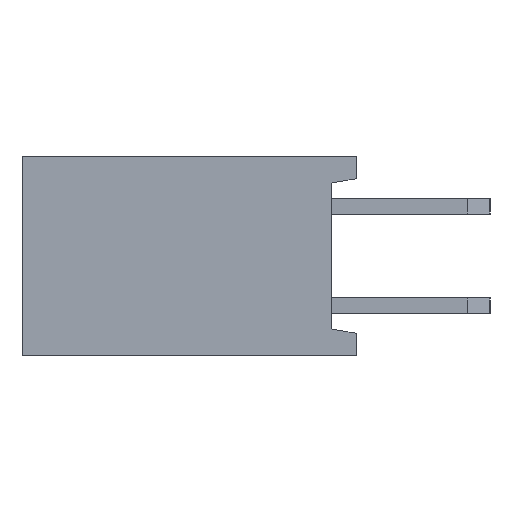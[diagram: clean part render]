
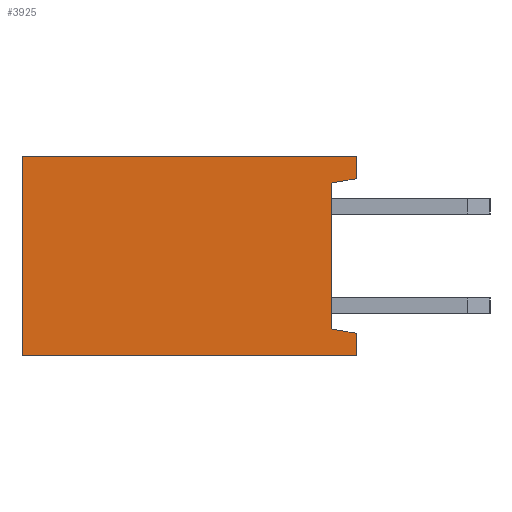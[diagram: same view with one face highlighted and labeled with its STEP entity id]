
A CAD part, left-side view. The second image highlights one B-rep face of the part: STEP entity #3925.
In plain terms, the highlighted planar face has unit normal (-1, 0, 0).
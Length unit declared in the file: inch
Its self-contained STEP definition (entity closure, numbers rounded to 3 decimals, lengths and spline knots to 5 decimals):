
#90 = PLANE ( 'NONE',  #2599 ) ;
#103 = EDGE_CURVE ( 'NONE', #647, #5027, #4668, .T. ) ;
#342 = CARTESIAN_POINT ( 'NONE',  ( -0.81, 0.335, -0.1 ) ) ;
#538 = DIRECTION ( 'NONE',  ( 0., 0., -1. ) ) ;
#647 = VERTEX_POINT ( 'NONE', #1475 ) ;
#651 = VERTEX_POINT ( 'NONE', #7639 ) ;
#844 = VERTEX_POINT ( 'NONE', #8267 ) ;
#978 = LINE ( 'NONE', #3827, #5370 ) ;
#979 = CARTESIAN_POINT ( 'NONE',  ( -0.81, -1.6323, 0.1 ) ) ;
#984 = DIRECTION ( 'NONE',  ( 0., 0., 1. ) ) ;
#1063 = CARTESIAN_POINT ( 'NONE',  ( -0.81, 0.335, 0.1 ) ) ;
#1136 = LINE ( 'NONE', #5235, #4382 ) ;
#1156 = CARTESIAN_POINT ( 'NONE',  ( -0.81, 0., -0.1 ) ) ;
#1329 = CARTESIAN_POINT ( 'NONE',  ( -0.81, 0., -0.1 ) ) ;
#1475 = CARTESIAN_POINT ( 'NONE',  ( -0.81, 0., 0.1 ) ) ;
#1586 = EDGE_LOOP ( 'NONE', ( #4379, #2924, #1999, #5008, #1789, #7137, #6114, #8143 ) ) ;
#1721 = CARTESIAN_POINT ( 'NONE',  ( -0.81, 0., 0.0775 ) ) ;
#1742 = EDGE_CURVE ( 'NONE', #7957, #4183, #6225, .T. ) ;
#1789 = ORIENTED_EDGE ( 'NONE', *, *, #6359, .T. ) ;
#1999 = ORIENTED_EDGE ( 'NONE', *, *, #8697, .F. ) ;
#2098 = CARTESIAN_POINT ( 'NONE',  ( -0.81, -1.6323, -0.1 ) ) ;
#2599 = AXIS2_PLACEMENT_3D ( 'NONE', #2098, #7829, #2968 ) ;
#2924 = ORIENTED_EDGE ( 'NONE', *, *, #8407, .F. ) ;
#2968 = DIRECTION ( 'NONE',  ( 0., 0., 1. ) ) ;
#3118 = DIRECTION ( 'NONE',  ( 0., 1., 0. ) ) ;
#3219 = EDGE_CURVE ( 'NONE', #651, #844, #1136, .T. ) ;
#3251 = DIRECTION ( 'NONE',  ( 0., 0.985, 0.174 ) ) ;
#3276 = VECTOR ( 'NONE', #3251, 39.37008 ) ;
#3582 = VECTOR ( 'NONE', #7610, 39.37008 ) ;
#3793 = VECTOR ( 'NONE', #5516, 39.37008 ) ;
#3827 = CARTESIAN_POINT ( 'NONE',  ( -0.81, -1.6323, -0.1 ) ) ;
#3925 = ADVANCED_FACE ( 'NONE', ( #5737 ), #90, .T. ) ;
#3951 = VECTOR ( 'NONE', #7891, 39.37008 ) ;
#4144 = CARTESIAN_POINT ( 'NONE',  ( -0.81, 0., -0.0775 ) ) ;
#4183 = VERTEX_POINT ( 'NONE', #1156 ) ;
#4216 = CARTESIAN_POINT ( 'NONE',  ( -0.81, 0., -0.1 ) ) ;
#4251 = EDGE_CURVE ( 'NONE', #844, #5143, #5803, .T. ) ;
#4379 = ORIENTED_EDGE ( 'NONE', *, *, #103, .T. ) ;
#4382 = VECTOR ( 'NONE', #984, 39.37008 ) ;
#4485 = EDGE_CURVE ( 'NONE', #647, #5143, #8347, .T. ) ;
#4668 = LINE ( 'NONE', #979, #4804 ) ;
#4768 = LINE ( 'NONE', #342, #3582 ) ;
#4804 = VECTOR ( 'NONE', #7406, 39.37008 ) ;
#4957 = VECTOR ( 'NONE', #538, 39.37008 ) ;
#5008 = ORIENTED_EDGE ( 'NONE', *, *, #1742, .F. ) ;
#5027 = VERTEX_POINT ( 'NONE', #1063 ) ;
#5143 = VERTEX_POINT ( 'NONE', #1721 ) ;
#5235 = CARTESIAN_POINT ( 'NONE',  ( -0.81, 0.025, -0.07309 ) ) ;
#5370 = VECTOR ( 'NONE', #3118, 39.37008 ) ;
#5516 = DIRECTION ( 'NONE',  ( 0., 0., -1. ) ) ;
#5737 = FACE_OUTER_BOUND ( 'NONE', #1586, .T. ) ;
#5803 = LINE ( 'NONE', #7195, #3951 ) ;
#6114 = ORIENTED_EDGE ( 'NONE', *, *, #4251, .T. ) ;
#6225 = LINE ( 'NONE', #1329, #4957 ) ;
#6359 = EDGE_CURVE ( 'NONE', #7957, #651, #7635, .T. ) ;
#6470 = CARTESIAN_POINT ( 'NONE',  ( -0.81, 0.335, -0.1 ) ) ;
#6504 = VERTEX_POINT ( 'NONE', #6470 ) ;
#7137 = ORIENTED_EDGE ( 'NONE', *, *, #3219, .T. ) ;
#7195 = CARTESIAN_POINT ( 'NONE',  ( -0.81, 0.025, 0.07309 ) ) ;
#7406 = DIRECTION ( 'NONE',  ( 0., 1., 0. ) ) ;
#7571 = CARTESIAN_POINT ( 'NONE',  ( -0.81, 0., -0.0775 ) ) ;
#7610 = DIRECTION ( 'NONE',  ( 0., 0., 1. ) ) ;
#7635 = LINE ( 'NONE', #4144, #3276 ) ;
#7639 = CARTESIAN_POINT ( 'NONE',  ( -0.81, 0.025, -0.07309 ) ) ;
#7829 = DIRECTION ( 'NONE',  ( -1., 0., 0. ) ) ;
#7891 = DIRECTION ( 'NONE',  ( 0., -0.985, 0.174 ) ) ;
#7957 = VERTEX_POINT ( 'NONE', #7571 ) ;
#8143 = ORIENTED_EDGE ( 'NONE', *, *, #4485, .F. ) ;
#8267 = CARTESIAN_POINT ( 'NONE',  ( -0.81, 0.025, 0.07309 ) ) ;
#8347 = LINE ( 'NONE', #4216, #3793 ) ;
#8407 = EDGE_CURVE ( 'NONE', #6504, #5027, #4768, .T. ) ;
#8697 = EDGE_CURVE ( 'NONE', #4183, #6504, #978, .T. ) ;
